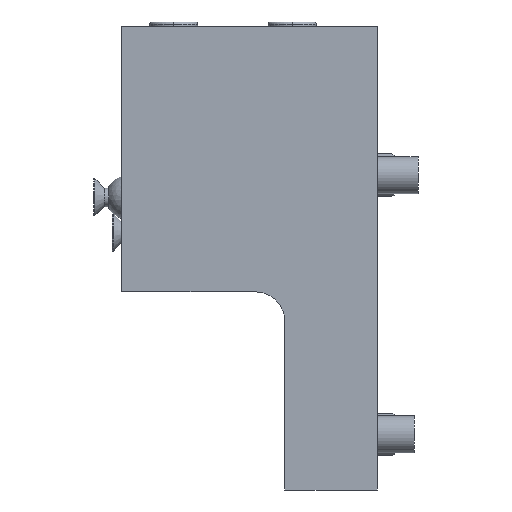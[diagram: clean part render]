
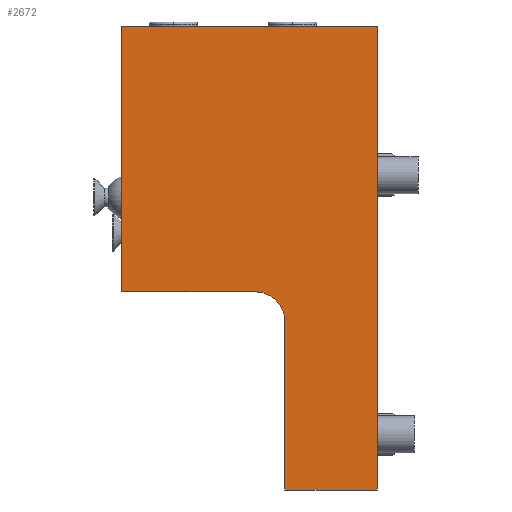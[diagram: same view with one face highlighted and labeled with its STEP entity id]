
A CAD part, front view. The second image highlights one B-rep face of the part: STEP entity #2672.
In plain terms, the highlighted planar face has unit normal (0, -1, 0).
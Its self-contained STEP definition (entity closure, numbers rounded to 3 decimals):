
#5=DIRECTION('',(1.,0.,0.));
#6=VECTOR('',#5,25.);
#7=CARTESIAN_POINT('',(-25.,-37.5,-50.));
#8=LINE('',#7,#6);
#120=CARTESIAN_POINT('',(-33.,-37.5,-4.5));
#121=DIRECTION('',(0.,1.,0.));
#122=DIRECTION('',(0.,0.,1.));
#123=AXIS2_PLACEMENT_3D('',#120,#121,#122);
#353=DIRECTION('',(0.,0.,1.));
#354=VECTOR('',#353,125.);
#355=CARTESIAN_POINT('',(0.,-37.5,-50.));
#356=LINE('',#355,#354);
#557=DIRECTION('',(0.,0.,1.));
#558=VECTOR('',#557,45.5);
#559=CARTESIAN_POINT('',(-25.,-37.5,-50.));
#560=LINE('',#559,#558);
#561=DIRECTION('',(1.,0.,0.));
#562=VECTOR('',#561,36.);
#563=CARTESIAN_POINT('',(-69.,-37.5,3.5));
#564=LINE('',#563,#562);
#565=DIRECTION('',(0.,0.,1.));
#566=VECTOR('',#565,71.5);
#567=CARTESIAN_POINT('',(-69.,-37.5,3.5));
#568=LINE('',#567,#566);
#586=DIRECTION('',(1.,0.,0.));
#587=VECTOR('',#586,69.);
#588=CARTESIAN_POINT('',(-69.,-37.5,75.));
#589=LINE('',#588,#587);
#1571=CARTESIAN_POINT('',(0.,-37.5,-50.));
#1573=VERTEX_POINT('',#1571);
#1579=CARTESIAN_POINT('',(-69.,-37.5,75.));
#1580=CARTESIAN_POINT('',(0.,-37.5,75.));
#1581=VERTEX_POINT('',#1579);
#1582=VERTEX_POINT('',#1580);
#1597=CARTESIAN_POINT('',(-25.,-37.5,-50.));
#1599=VERTEX_POINT('',#1597);
#1602=CARTESIAN_POINT('',(-69.,-37.5,3.5));
#1604=VERTEX_POINT('',#1602);
#1606=CARTESIAN_POINT('',(-25.,-37.5,-4.5));
#1608=VERTEX_POINT('',#1606);
#1610=CARTESIAN_POINT('',(-33.,-37.5,3.5));
#1612=VERTEX_POINT('',#1610);
#2657=CARTESIAN_POINT('',(-69.,-37.5,-50.));
#2658=DIRECTION('',(0.,-1.,0.));
#2659=DIRECTION('',(1.,0.,0.));
#2660=AXIS2_PLACEMENT_3D('',#2657,#2658,#2659);
#2661=PLANE('',#2660);
#2662=ORIENTED_EDGE('',*,*,#2036,.T.);
#2663=ORIENTED_EDGE('',*,*,#2104,.F.);
#2664=ORIENTED_EDGE('',*,*,#2137,.F.);
#2665=ORIENTED_EDGE('',*,*,#2167,.T.);
#2667=ORIENTED_EDGE('',*,*,#2666,.T.);
#2668=ORIENTED_EDGE('',*,*,#2425,.F.);
#2669=ORIENTED_EDGE('',*,*,#2020,.F.);
#2670=EDGE_LOOP('',(#2662,#2663,#2664,#2665,#2667,#2668,#2669));
#2671=FACE_OUTER_BOUND('',#2670,.F.);
#2672=ADVANCED_FACE('',(#2671),#2661,.T.);
#124=CIRCLE('',#123,8.);
#2020=EDGE_CURVE('',#1599,#1573,#8,.T.);
#2036=EDGE_CURVE('',#1599,#1608,#560,.T.);
#2104=EDGE_CURVE('',#1612,#1608,#124,.T.);
#2137=EDGE_CURVE('',#1604,#1612,#564,.T.);
#2167=EDGE_CURVE('',#1604,#1581,#568,.T.);
#2425=EDGE_CURVE('',#1573,#1582,#356,.T.);
#2666=EDGE_CURVE('',#1581,#1582,#589,.T.);
